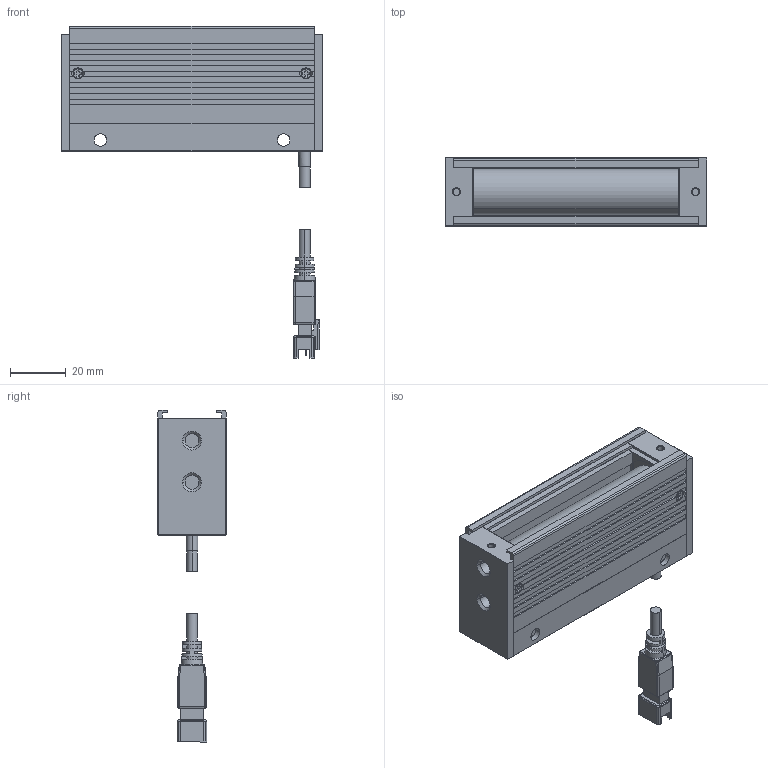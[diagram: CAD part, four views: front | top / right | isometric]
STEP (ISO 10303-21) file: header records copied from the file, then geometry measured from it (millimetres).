
FILE_DESCRIPTION(('STEP AP214'),'1');
FILE_NAME('LV-XLSD75W-24V.stp','2022-12-20T07:04:53',(' '),(' '),'Spatial InterOp 3D',' ',' ');
FILE_SCHEMA(('AUTOMOTIVE_DESIGN { 1 0 10303 214 1 1 1 1 }'));
Length unit declared in the file: metre
Products named in the file (3): LV-XLSD75W-24V; Component1; Component2
Assembly tree (2 placements, depth 2):
  LV-XLSD75W-24V
    Component1
    Component2
Bounding box: 94 x 24.5 x 119.42 mm (x, y, z)
Volume: 77423.7 mm3; surface area: 36528 mm2
Topology: 2 solids, 2 shells, 799 faces, 2184 edges, 1383 vertices
Faces by surface type: plane 569, cylinder 192, cone 22, sphere 8, torus 4, bspline 4
Entity records: 26084 total; most frequent: CARTESIAN_POINT 5487, ORIENTED_EDGE 4352, DIRECTION 4221, EDGE_CURVE 2176, LINE 1667, VECTOR 1667, VERTEX_POINT 1383, AXIS2_PLACEMENT_3D 1277
